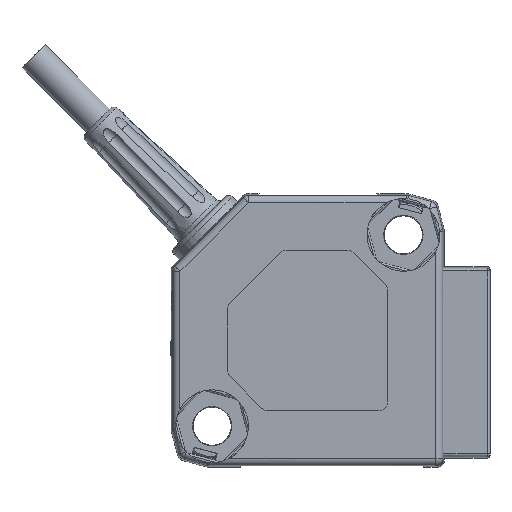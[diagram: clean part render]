
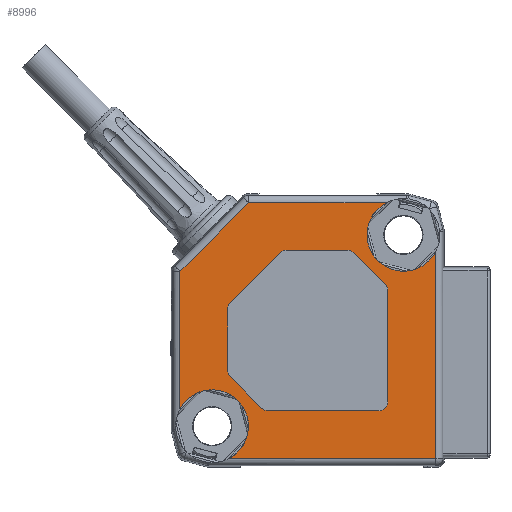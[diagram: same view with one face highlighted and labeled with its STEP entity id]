
A CAD part, front view. The second image highlights one B-rep face of the part: STEP entity #8996.
In plain terms, the highlighted planar face has unit normal (0, -1, 0).
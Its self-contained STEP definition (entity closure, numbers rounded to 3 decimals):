
#5925=DIRECTION('',(-1.,0.,0.));
#5926=VECTOR('',#5925,6.772);
#5927=CARTESIAN_POINT('',(19.386,-8.,12.3));
#5928=LINE('',#5927,#5926);
#5929=DIRECTION('',(-0.707,0.,-0.707));
#5930=VECTOR('',#5929,7.657);
#5931=CARTESIAN_POINT('',(11.907,-8.,12.007));
#5932=LINE('',#5931,#5930);
#5933=DIRECTION('',(0.,0.,-1.));
#5934=VECTOR('',#5933,6.772);
#5935=CARTESIAN_POINT('',(6.2,-8.,5.886));
#5936=LINE('',#5935,#5934);
#5937=DIRECTION('',(0.707,0.,-0.707));
#5938=VECTOR('',#5937,4.828);
#5939=CARTESIAN_POINT('',(6.493,-8.,-1.593));
#5940=LINE('',#5939,#5938);
#5941=DIRECTION('',(1.,0.,0.));
#5942=VECTOR('',#5941,12.186);
#5943=CARTESIAN_POINT('',(10.614,-8.,-5.3));
#5944=LINE('',#5943,#5942);
#5945=DIRECTION('',(0.,0.,1.));
#5946=VECTOR('',#5945,12.186);
#5947=CARTESIAN_POINT('',(23.8,-8.,-4.3));
#5948=LINE('',#5947,#5946);
#5949=DIRECTION('',(-0.707,0.,0.707));
#5950=VECTOR('',#5949,4.828);
#5951=CARTESIAN_POINT('',(23.507,-8.,8.593));
#5952=LINE('',#5951,#5950);
#5966=DIRECTION('',(-1.,0.,0.));
#5967=VECTOR('',#5966,15.106);
#5968=CARTESIAN_POINT('',(23.608,-8.,17.524));
#5969=LINE('',#5968,#5967);
#5970=CARTESIAN_POINT('',(25.5,-8.,14.));
#5971=DIRECTION('',(0.,-1.,0.));
#5972=DIRECTION('',(-0.473,0.,0.881));
#5973=AXIS2_PLACEMENT_3D('',#5970,#5971,#5972);
#5975=CARTESIAN_POINT('',(25.5,-8.,14.));
#5976=DIRECTION('',(0.,-1.,0.));
#5977=DIRECTION('',(0.,0.,-1.));
#5978=AXIS2_PLACEMENT_3D('',#5975,#5976,#5977);
#5980=DIRECTION('',(0.,0.,1.));
#5981=VECTOR('',#5980,22.632);
#5982=CARTESIAN_POINT('',(29.024,-8.,-10.524));
#5983=LINE('',#5982,#5981);
#5984=DIRECTION('',(1.,0.,0.));
#5985=VECTOR('',#5984,22.632);
#5986=CARTESIAN_POINT('',(6.392,-8.,-10.524));
#5987=LINE('',#5986,#5985);
#5988=CARTESIAN_POINT('',(4.5,-8.,-7.));
#5989=DIRECTION('',(0.,-1.,0.));
#5990=DIRECTION('',(0.473,0.,-0.881));
#5991=AXIS2_PLACEMENT_3D('',#5988,#5989,#5990);
#5993=CARTESIAN_POINT('',(4.5,-8.,-7.));
#5994=DIRECTION('',(0.,-1.,0.));
#5995=DIRECTION('',(0.,0.,1.));
#5996=AXIS2_PLACEMENT_3D('',#5993,#5994,#5995);
#5998=DIRECTION('',(0.,0.,-1.));
#5999=VECTOR('',#5998,15.106);
#6000=CARTESIAN_POINT('',(0.976,-8.,9.997));
#6001=LINE('',#6000,#5999);
#6002=DIRECTION('',(-0.707,0.,-0.707));
#6003=VECTOR('',#6002,10.645);
#6004=CARTESIAN_POINT('',(8.503,-8.,17.524));
#6005=LINE('',#6004,#6003);
#6023=CARTESIAN_POINT('',(12.614,-8.,11.3));
#6024=DIRECTION('',(0.,1.,0.));
#6025=DIRECTION('',(-0.707,0.,0.707));
#6026=AXIS2_PLACEMENT_3D('',#6023,#6024,#6025);
#6041=CARTESIAN_POINT('',(7.2,-8.,5.886));
#6042=DIRECTION('',(0.,1.,0.));
#6043=DIRECTION('',(-1.,0.,0.));
#6044=AXIS2_PLACEMENT_3D('',#6041,#6042,#6043);
#6083=CARTESIAN_POINT('',(19.386,-8.,11.3));
#6084=DIRECTION('',(0.,1.,0.));
#6085=DIRECTION('',(0.,0.,1.));
#6086=AXIS2_PLACEMENT_3D('',#6083,#6084,#6085);
#6101=CARTESIAN_POINT('',(22.8,-8.,7.886));
#6102=DIRECTION('',(0.,1.,0.));
#6103=DIRECTION('',(0.707,0.,0.707));
#6104=AXIS2_PLACEMENT_3D('',#6101,#6102,#6103);
#6123=CARTESIAN_POINT('',(22.8,-8.,-4.3));
#6124=DIRECTION('',(0.,1.,0.));
#6125=DIRECTION('',(1.,0.,0.));
#6126=AXIS2_PLACEMENT_3D('',#6123,#6124,#6125);
#6137=CARTESIAN_POINT('',(10.614,-8.,-4.3));
#6138=DIRECTION('',(0.,1.,0.));
#6139=DIRECTION('',(0.,0.,-1.));
#6140=AXIS2_PLACEMENT_3D('',#6137,#6138,#6139);
#6155=CARTESIAN_POINT('',(7.2,-8.,-0.886));
#6156=DIRECTION('',(0.,1.,0.));
#6157=DIRECTION('',(-0.707,0.,-0.707));
#6158=AXIS2_PLACEMENT_3D('',#6155,#6156,#6157);
#6855=CARTESIAN_POINT('',(23.608,-8.,17.524));
#7794=CARTESIAN_POINT('',(6.392,-8.,-10.524));
#8349=CARTESIAN_POINT('',(6.2,-8.,5.886));
#8351=VERTEX_POINT('',#8349);
#8353=CARTESIAN_POINT('',(6.493,-8.,6.593));
#8355=VERTEX_POINT('',#8353);
#8357=CARTESIAN_POINT('',(11.907,-8.,12.007));
#8359=VERTEX_POINT('',#8357);
#8361=CARTESIAN_POINT('',(12.614,-8.,12.3));
#8363=VERTEX_POINT('',#8361);
#8365=CARTESIAN_POINT('',(23.8,-8.,-4.3));
#8367=VERTEX_POINT('',#8365);
#8369=CARTESIAN_POINT('',(22.8,-8.,-5.3));
#8371=VERTEX_POINT('',#8369);
#8381=CARTESIAN_POINT('',(10.614,-8.,-5.3));
#8382=VERTEX_POINT('',#8381);
#8383=CARTESIAN_POINT('',(23.8,-8.,7.886));
#8384=VERTEX_POINT('',#8383);
#8385=CARTESIAN_POINT('',(19.386,-8.,12.3));
#8386=VERTEX_POINT('',#8385);
#8387=CARTESIAN_POINT('',(6.2,-8.,-0.886));
#8388=VERTEX_POINT('',#8387);
#8389=CARTESIAN_POINT('',(20.093,-8.,12.007));
#8390=VERTEX_POINT('',#8389);
#8391=CARTESIAN_POINT('',(23.507,-8.,8.593));
#8392=VERTEX_POINT('',#8391);
#8393=CARTESIAN_POINT('',(9.907,-8.,-5.007));
#8394=VERTEX_POINT('',#8393);
#8395=CARTESIAN_POINT('',(6.493,-8.,-1.593));
#8396=VERTEX_POINT('',#8395);
#8397=CARTESIAN_POINT('',(4.5,-8.,-3.));
#8399=VERTEX_POINT('',#8397);
#8401=CARTESIAN_POINT('',(25.5,-8.,10.));
#8403=VERTEX_POINT('',#8401);
#8855=VERTEX_POINT('',#6855);
#8856=CARTESIAN_POINT('',(8.503,-8.,17.524));
#8857=VERTEX_POINT('',#8856);
#8858=CARTESIAN_POINT('',(0.976,-8.,9.997));
#8859=VERTEX_POINT('',#8858);
#8860=CARTESIAN_POINT('',(0.976,-8.,-5.108));
#8861=VERTEX_POINT('',#8860);
#8872=VERTEX_POINT('',#7794);
#8873=CARTESIAN_POINT('',(29.024,-8.,-10.524));
#8874=VERTEX_POINT('',#8873);
#8875=CARTESIAN_POINT('',(29.024,-8.,12.108));
#8876=VERTEX_POINT('',#8875);
#8941=CARTESIAN_POINT('',(30.,-8.,18.5));
#8942=DIRECTION('',(0.,1.,0.));
#8943=DIRECTION('',(0.,0.,-1.));
#8944=AXIS2_PLACEMENT_3D('',#8941,#8942,#8943);
#8945=PLANE('',#8944);
#8947=ORIENTED_EDGE('',*,*,#8946,.F.);
#8949=ORIENTED_EDGE('',*,*,#8948,.T.);
#8951=ORIENTED_EDGE('',*,*,#8950,.T.);
#8953=ORIENTED_EDGE('',*,*,#8952,.F.);
#8955=ORIENTED_EDGE('',*,*,#8954,.F.);
#8957=ORIENTED_EDGE('',*,*,#8956,.T.);
#8959=ORIENTED_EDGE('',*,*,#8958,.T.);
#8961=ORIENTED_EDGE('',*,*,#8960,.F.);
#8963=ORIENTED_EDGE('',*,*,#8962,.F.);
#8964=EDGE_LOOP('',(#8947,#8949,#8951,#8953,#8955,#8957,#8959,#8961,#8963));
#8965=FACE_OUTER_BOUND('',#8964,.F.);
#8967=ORIENTED_EDGE('',*,*,#8966,.T.);
#8969=ORIENTED_EDGE('',*,*,#8968,.F.);
#8971=ORIENTED_EDGE('',*,*,#8970,.T.);
#8973=ORIENTED_EDGE('',*,*,#8972,.F.);
#8975=ORIENTED_EDGE('',*,*,#8974,.T.);
#8977=ORIENTED_EDGE('',*,*,#8976,.F.);
#8979=ORIENTED_EDGE('',*,*,#8978,.T.);
#8981=ORIENTED_EDGE('',*,*,#8980,.F.);
#8983=ORIENTED_EDGE('',*,*,#8982,.T.);
#8985=ORIENTED_EDGE('',*,*,#8984,.F.);
#8987=ORIENTED_EDGE('',*,*,#8986,.T.);
#8989=ORIENTED_EDGE('',*,*,#8988,.F.);
#8991=ORIENTED_EDGE('',*,*,#8990,.T.);
#8993=ORIENTED_EDGE('',*,*,#8992,.F.);
#8994=EDGE_LOOP('',(#8967,#8969,#8971,#8973,#8975,#8977,#8979,#8981,#8983,#8985,
#8987,#8989,#8991,#8993));
#8995=FACE_BOUND('',#8994,.F.);
#5974=CIRCLE('',#5973,4.);
#5979=CIRCLE('',#5978,4.);
#5992=CIRCLE('',#5991,4.);
#5997=CIRCLE('',#5996,4.);
#6027=CIRCLE('',#6026,1.);
#6045=CIRCLE('',#6044,1.);
#6087=CIRCLE('',#6086,1.);
#6105=CIRCLE('',#6104,1.);
#6127=CIRCLE('',#6126,1.);
#6141=CIRCLE('',#6140,1.);
#6159=CIRCLE('',#6158,1.);
#8946=EDGE_CURVE('',#8855,#8857,#5969,.T.);
#8948=EDGE_CURVE('',#8855,#8403,#5974,.T.);
#8950=EDGE_CURVE('',#8403,#8876,#5979,.T.);
#8952=EDGE_CURVE('',#8874,#8876,#5983,.T.);
#8954=EDGE_CURVE('',#8872,#8874,#5987,.T.);
#8956=EDGE_CURVE('',#8872,#8399,#5992,.T.);
#8958=EDGE_CURVE('',#8399,#8861,#5997,.T.);
#8960=EDGE_CURVE('',#8859,#8861,#6001,.T.);
#8962=EDGE_CURVE('',#8857,#8859,#6005,.T.);
#8966=EDGE_CURVE('',#8386,#8363,#5928,.T.);
#8968=EDGE_CURVE('',#8359,#8363,#6027,.T.);
#8970=EDGE_CURVE('',#8359,#8355,#5932,.T.);
#8972=EDGE_CURVE('',#8351,#8355,#6045,.T.);
#8974=EDGE_CURVE('',#8351,#8388,#5936,.T.);
#8976=EDGE_CURVE('',#8396,#8388,#6159,.T.);
#8978=EDGE_CURVE('',#8396,#8394,#5940,.T.);
#8980=EDGE_CURVE('',#8382,#8394,#6141,.T.);
#8982=EDGE_CURVE('',#8382,#8371,#5944,.T.);
#8984=EDGE_CURVE('',#8367,#8371,#6127,.T.);
#8986=EDGE_CURVE('',#8367,#8384,#5948,.T.);
#8988=EDGE_CURVE('',#8392,#8384,#6105,.T.);
#8990=EDGE_CURVE('',#8392,#8390,#5952,.T.);
#8992=EDGE_CURVE('',#8386,#8390,#6087,.T.);
#8996=ADVANCED_FACE('',(#8965,#8995),#8945,.F.);
